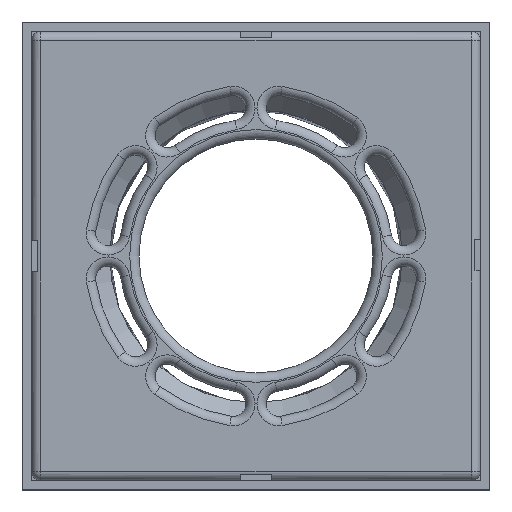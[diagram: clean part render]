
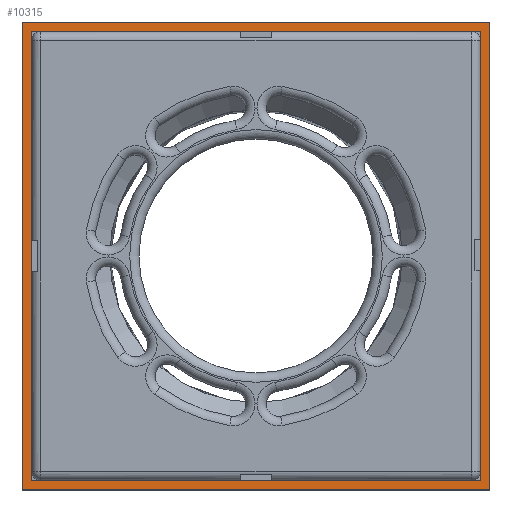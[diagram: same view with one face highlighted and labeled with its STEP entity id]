
A CAD part, top view. The second image highlights one B-rep face of the part: STEP entity #10315.
In plain terms, the highlighted planar face has unit normal (0, 0, 1).
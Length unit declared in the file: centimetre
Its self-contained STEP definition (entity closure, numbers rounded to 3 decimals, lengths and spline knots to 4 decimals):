
#610=FACE_BOUND('',#1747,.T.);
#735=PLANE('',#12680);
#1023=FACE_OUTER_BOUND('',#1746,.T.);
#1746=EDGE_LOOP('',(#6422,#6423,#6424,#6425));
#1747=EDGE_LOOP('',(#6426,#6427,#6428,#6429));
#3227=VERTEX_POINT('',#17700);
#3228=VERTEX_POINT('',#17702);
#3229=VERTEX_POINT('',#17706);
#3230=VERTEX_POINT('',#17710);
#3233=VERTEX_POINT('',#17719);
#3234=VERTEX_POINT('',#17721);
#3236=VERTEX_POINT('',#17727);
#3238=VERTEX_POINT('',#17733);
#4442=EDGE_CURVE('',#3228,#3227,#11000,.T.);
#4445=EDGE_CURVE('',#3227,#3229,#11003,.T.);
#4447=EDGE_CURVE('',#3229,#3230,#11005,.T.);
#4448=EDGE_CURVE('',#3230,#3228,#11006,.T.);
#4451=EDGE_CURVE('',#3234,#3233,#11009,.T.);
#4454=EDGE_CURVE('',#3236,#3234,#11012,.T.);
#4457=EDGE_CURVE('',#3238,#3236,#11015,.T.);
#4460=EDGE_CURVE('',#3233,#3238,#11018,.T.);
#6422=ORIENTED_EDGE('',*,*,#4460,.T.);
#6423=ORIENTED_EDGE('',*,*,#4457,.T.);
#6424=ORIENTED_EDGE('',*,*,#4454,.T.);
#6425=ORIENTED_EDGE('',*,*,#4451,.T.);
#6426=ORIENTED_EDGE('',*,*,#4442,.T.);
#6427=ORIENTED_EDGE('',*,*,#4445,.T.);
#6428=ORIENTED_EDGE('',*,*,#4447,.T.);
#6429=ORIENTED_EDGE('',*,*,#4448,.T.);
#10315=ADVANCED_FACE('',(#1023,#610),#735,.T.);
#11000=LINE('',#17703,#11802);
#11003=LINE('',#17708,#11805);
#11005=LINE('',#17712,#11807);
#11006=LINE('',#17714,#11808);
#11009=LINE('',#17722,#11811);
#11012=LINE('',#17728,#11814);
#11015=LINE('',#17734,#11817);
#11018=LINE('',#17738,#11820);
#11802=VECTOR('',#14182,1.);
#11805=VECTOR('',#14187,1.);
#11807=VECTOR('',#14191,1.);
#11808=VECTOR('',#14194,1.);
#11811=VECTOR('',#14199,1.);
#11814=VECTOR('',#14204,1.);
#11817=VECTOR('',#14209,1.);
#11820=VECTOR('',#14214,1.);
#12680=AXIS2_PLACEMENT_3D('',#17739,#14215,#14216);
#14182=DIRECTION('',(0.,-1.,0.));
#14187=DIRECTION('',(-1.,0.,0.));
#14191=DIRECTION('',(0.,1.,0.));
#14194=DIRECTION('',(1.,0.,0.));
#14199=DIRECTION('',(-1.,0.,0.));
#14204=DIRECTION('',(0.,1.,0.));
#14209=DIRECTION('',(1.,0.,0.));
#14214=DIRECTION('',(0.,-1.,0.));
#14215=DIRECTION('center_axis',(0.,0.,1.));
#14216=DIRECTION('ref_axis',(1.,0.,0.));
#17700=CARTESIAN_POINT('',(72.,-72.,220.));
#17702=CARTESIAN_POINT('',(72.,72.,220.));
#17703=CARTESIAN_POINT('',(72.,-36.,220.));
#17706=CARTESIAN_POINT('',(-72.,-72.,220.));
#17708=CARTESIAN_POINT('',(-36.,-72.,220.));
#17710=CARTESIAN_POINT('',(-72.,72.,220.));
#17712=CARTESIAN_POINT('',(-72.,36.,220.));
#17714=CARTESIAN_POINT('',(36.,72.,220.));
#17719=CARTESIAN_POINT('',(-75.,75.,220.));
#17721=CARTESIAN_POINT('',(75.,75.,220.));
#17722=CARTESIAN_POINT('',(75.,75.,220.));
#17727=CARTESIAN_POINT('',(75.,-75.,220.));
#17728=CARTESIAN_POINT('',(75.,-75.,220.));
#17733=CARTESIAN_POINT('',(-75.,-75.,220.));
#17734=CARTESIAN_POINT('',(-75.,-75.,220.));
#17738=CARTESIAN_POINT('',(-75.,75.,220.));
#17739=CARTESIAN_POINT('Origin',(0.,0.,220.));
